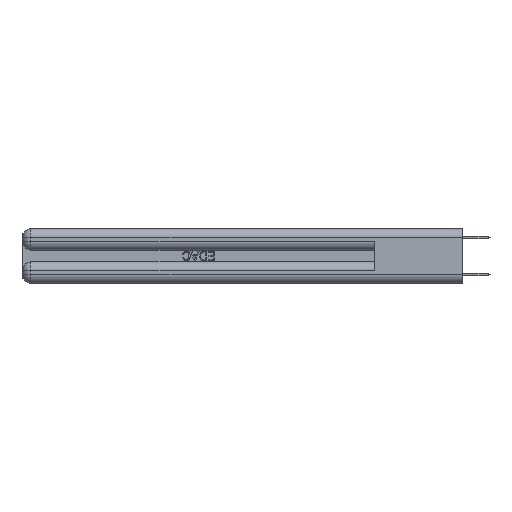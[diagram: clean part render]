
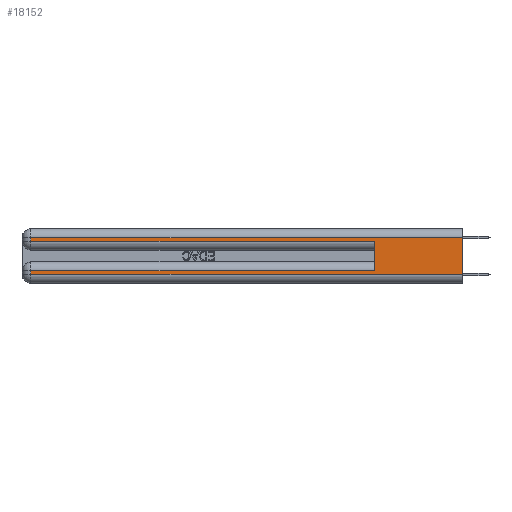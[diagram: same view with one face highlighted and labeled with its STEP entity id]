
A CAD part, left-side view. The second image highlights one B-rep face of the part: STEP entity #18152.
In plain terms, the highlighted planar face has unit normal (-1, 0, 0).
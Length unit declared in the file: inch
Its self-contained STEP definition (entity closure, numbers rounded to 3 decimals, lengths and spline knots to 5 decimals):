
#281 = DIRECTION ( 'NONE',  ( 0., 0., -1. ) ) ;
#562 = EDGE_CURVE ( 'NONE', #15598, #29971, #19344, .T. ) ;
#1344 = VECTOR ( 'NONE', #4282, 39.37008 ) ;
#1766 = CARTESIAN_POINT ( 'NONE',  ( 0., 0., 0.06 ) ) ;
#2118 = DIRECTION ( 'NONE',  ( 1., 0., 0. ) ) ;
#2342 = DIRECTION ( 'NONE',  ( 0., -1., 0. ) ) ;
#3190 = EDGE_CURVE ( 'NONE', #20060, #22241, #6784, .T. ) ;
#3267 = VERTEX_POINT ( 'NONE', #5905 ) ;
#4266 = DIRECTION ( 'NONE',  ( 0., -1., 0. ) ) ;
#4282 = DIRECTION ( 'NONE',  ( 0., 0., -1. ) ) ;
#4395 = CARTESIAN_POINT ( 'NONE',  ( 0., 0., 0.31 ) ) ;
#4838 = VERTEX_POINT ( 'NONE', #30080 ) ;
#4957 = ORIENTED_EDGE ( 'NONE', *, *, #13680, .F. ) ;
#4965 = CARTESIAN_POINT ( 'NONE',  ( 0., 0., 0.085 ) ) ;
#5077 = VECTOR ( 'NONE', #33035, 39.37008 ) ;
#5813 = EDGE_CURVE ( 'NONE', #4838, #6380, #12705, .T. ) ;
#5853 = VECTOR ( 'NONE', #27893, 39.37008 ) ;
#5905 = CARTESIAN_POINT ( 'NONE',  ( 0., 2.94, 0.06 ) ) ;
#6380 = VERTEX_POINT ( 'NONE', #10418 ) ;
#6784 = LINE ( 'NONE', #21762, #1344 ) ;
#7077 = AXIS2_PLACEMENT_3D ( 'NONE', #14706, #2118, #12337 ) ;
#8127 = CARTESIAN_POINT ( 'NONE',  ( 0., 2.94, 0.37 ) ) ;
#8439 = CARTESIAN_POINT ( 'NONE',  ( 0., 0., 0.06 ) ) ;
#8495 = CARTESIAN_POINT ( 'NONE',  ( 0., 0.6, 0.285 ) ) ;
#8628 = EDGE_CURVE ( 'NONE', #6380, #3267, #23268, .T. ) ;
#9483 = ORIENTED_EDGE ( 'NONE', *, *, #562, .F. ) ;
#9540 = LINE ( 'NONE', #19810, #12222 ) ;
#10418 = CARTESIAN_POINT ( 'NONE',  ( 0., 2.94, 0.085 ) ) ;
#10994 = ORIENTED_EDGE ( 'NONE', *, *, #28750, .T. ) ;
#12002 = FACE_OUTER_BOUND ( 'NONE', #20749, .T. ) ;
#12222 = VECTOR ( 'NONE', #2342, 39.37008 ) ;
#12337 = DIRECTION ( 'NONE',  ( 0., 0., -1. ) ) ;
#12434 = ORIENTED_EDGE ( 'NONE', *, *, #3190, .T. ) ;
#12705 = LINE ( 'NONE', #4965, #5077 ) ;
#12933 = VERTEX_POINT ( 'NONE', #8495 ) ;
#13188 = ORIENTED_EDGE ( 'NONE', *, *, #25623, .T. ) ;
#13680 = EDGE_CURVE ( 'NONE', #4838, #12933, #17656, .T. ) ;
#14706 = CARTESIAN_POINT ( 'NONE',  ( 0., 0., 0.37 ) ) ;
#14990 = VECTOR ( 'NONE', #21705, 39.37008 ) ;
#15460 = CARTESIAN_POINT ( 'NONE',  ( 0., 2.94, 0.285 ) ) ;
#15598 = VERTEX_POINT ( 'NONE', #26494 ) ;
#16688 = VECTOR ( 'NONE', #19686, 39.37008 ) ;
#17656 = LINE ( 'NONE', #30911, #5853 ) ;
#17662 = ORIENTED_EDGE ( 'NONE', *, *, #8628, .T. ) ;
#18152 = ADVANCED_FACE ( 'NONE', ( #12002 ), #19751, .F. ) ;
#19344 = LINE ( 'NONE', #30082, #16688 ) ;
#19686 = DIRECTION ( 'NONE',  ( 0., 0., -1. ) ) ;
#19751 = PLANE ( 'NONE',  #7077 ) ;
#19810 = CARTESIAN_POINT ( 'NONE',  ( 0., 0., 0.285 ) ) ;
#20060 = VERTEX_POINT ( 'NONE', #32481 ) ;
#20749 = EDGE_LOOP ( 'NONE', ( #9483, #10994, #12434, #25853, #4957, #21593, #17662, #13188 ) ) ;
#21593 = ORIENTED_EDGE ( 'NONE', *, *, #5813, .T. ) ;
#21705 = DIRECTION ( 'NONE',  ( 0., 1., 0. ) ) ;
#21762 = CARTESIAN_POINT ( 'NONE',  ( 0., 2.94, 0.37 ) ) ;
#22202 = VECTOR ( 'NONE', #281, 39.37008 ) ;
#22241 = VERTEX_POINT ( 'NONE', #15460 ) ;
#22373 = LINE ( 'NONE', #4395, #14990 ) ;
#23268 = LINE ( 'NONE', #8127, #22202 ) ;
#23945 = VECTOR ( 'NONE', #4266, 39.37008 ) ;
#24755 = LINE ( 'NONE', #1766, #23945 ) ;
#25623 = EDGE_CURVE ( 'NONE', #3267, #29971, #24755, .T. ) ;
#25853 = ORIENTED_EDGE ( 'NONE', *, *, #29300, .T. ) ;
#26494 = CARTESIAN_POINT ( 'NONE',  ( 0., 0., 0.31 ) ) ;
#27893 = DIRECTION ( 'NONE',  ( 0., 0., 1. ) ) ;
#28750 = EDGE_CURVE ( 'NONE', #15598, #20060, #22373, .T. ) ;
#29300 = EDGE_CURVE ( 'NONE', #22241, #12933, #9540, .T. ) ;
#29971 = VERTEX_POINT ( 'NONE', #8439 ) ;
#30080 = CARTESIAN_POINT ( 'NONE',  ( 0., 0.6, 0.085 ) ) ;
#30082 = CARTESIAN_POINT ( 'NONE',  ( 0., 0., 0.37 ) ) ;
#30911 = CARTESIAN_POINT ( 'NONE',  ( 0., 0.6, 0.145 ) ) ;
#32481 = CARTESIAN_POINT ( 'NONE',  ( 0., 2.94, 0.31 ) ) ;
#33035 = DIRECTION ( 'NONE',  ( 0., 1., 0. ) ) ;
